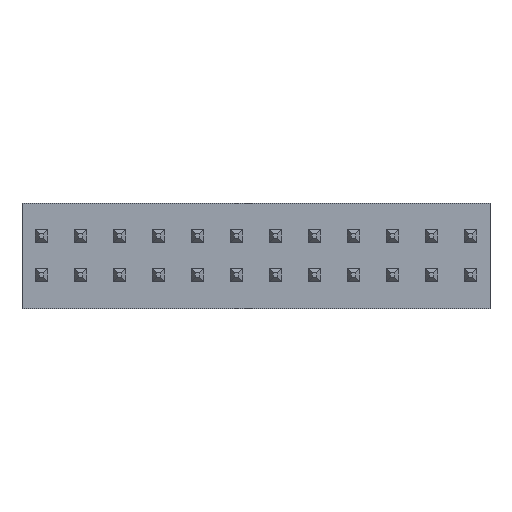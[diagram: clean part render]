
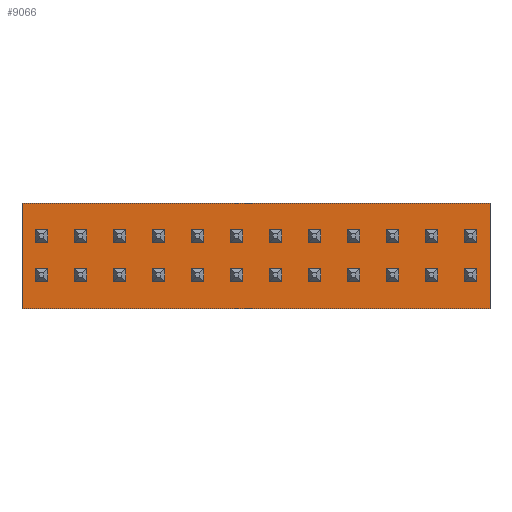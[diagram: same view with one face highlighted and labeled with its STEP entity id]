
A CAD part, top view. The second image highlights one B-rep face of the part: STEP entity #9066.
In plain terms, the highlighted face is planar.
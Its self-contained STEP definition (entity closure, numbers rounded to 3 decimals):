
#8934 = EDGE_CURVE('',#8935,#8937,#8939,.T.);
#8935 = VERTEX_POINT('',#8936);
#8936 = CARTESIAN_POINT('',(-7.62,1.778,-1.715));
#8937 = VERTEX_POINT('',#8938);
#8938 = CARTESIAN_POINT('',(-7.62,1.778,1.715));
#8939 = LINE('',#8940,#8941);
#8940 = CARTESIAN_POINT('',(-7.62,1.778,-1.715));
#8941 = VECTOR('',#8942,1.);
#8942 = DIRECTION('',(0.,0.,1.));
#8974 = EDGE_CURVE('',#8937,#8975,#8977,.T.);
#8975 = VERTEX_POINT('',#8976);
#8976 = CARTESIAN_POINT('',(7.62,1.778,1.715));
#8977 = LINE('',#8978,#8979);
#8978 = CARTESIAN_POINT('',(-7.62,1.778,1.715));
#8979 = VECTOR('',#8980,1.);
#8980 = DIRECTION('',(1.,0.,0.));
#9005 = EDGE_CURVE('',#8975,#9006,#9008,.T.);
#9006 = VERTEX_POINT('',#9007);
#9007 = CARTESIAN_POINT('',(7.62,1.778,-1.715));
#9008 = LINE('',#9009,#9010);
#9009 = CARTESIAN_POINT('',(7.62,1.778,1.715));
#9010 = VECTOR('',#9011,1.);
#9011 = DIRECTION('',(0.,0.,-1.));
#9036 = EDGE_CURVE('',#9006,#8935,#9037,.T.);
#9037 = LINE('',#9038,#9039);
#9038 = CARTESIAN_POINT('',(7.62,1.778,-1.715));
#9039 = VECTOR('',#9040,1.);
#9040 = DIRECTION('',(-1.,0.,0.));
#9066 = ADVANCED_FACE('',(#9067),#9073,.T.);
#9067 = FACE_BOUND('',#9068,.T.);
#9068 = EDGE_LOOP('',(#9069,#9070,#9071,#9072));
#9069 = ORIENTED_EDGE('',*,*,#8934,.T.);
#9070 = ORIENTED_EDGE('',*,*,#8974,.T.);
#9071 = ORIENTED_EDGE('',*,*,#9005,.T.);
#9072 = ORIENTED_EDGE('',*,*,#9036,.T.);
#9073 = PLANE('',#9074);
#9074 = AXIS2_PLACEMENT_3D('',#9075,#9076,#9077);
#9075 = CARTESIAN_POINT('',(0.,1.778,0.));
#9076 = DIRECTION('',(0.,1.,0.));
#9077 = DIRECTION('',(0.,-0.,1.));
